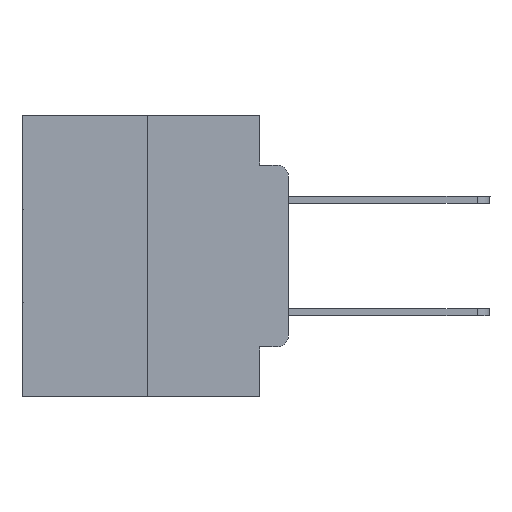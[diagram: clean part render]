
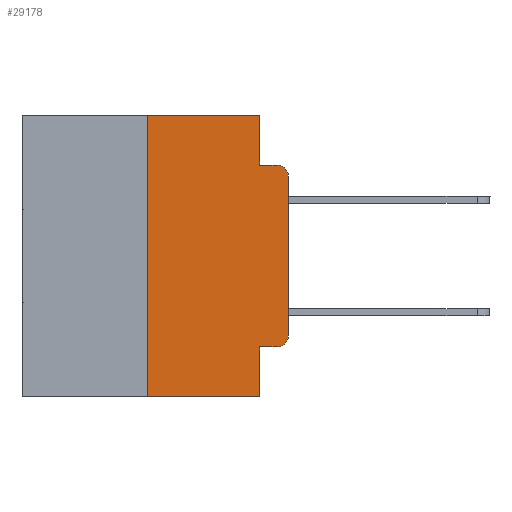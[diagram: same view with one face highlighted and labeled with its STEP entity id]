
A CAD part, left-side view. The second image highlights one B-rep face of the part: STEP entity #29178.
In plain terms, the highlighted planar face has unit normal (-1, 0, 0).
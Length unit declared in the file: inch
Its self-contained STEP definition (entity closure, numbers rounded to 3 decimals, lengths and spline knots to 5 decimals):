
#106 = VERTEX_POINT ( 'NONE', #7802 ) ;
#486 = ORIENTED_EDGE ( 'NONE', *, *, #28057, .T. ) ;
#1597 = EDGE_CURVE ( 'NONE', #106, #7135, #26735, .T. ) ;
#2091 = DIRECTION ( 'NONE',  ( 1., 0., 0. ) ) ;
#2495 = ORIENTED_EDGE ( 'NONE', *, *, #12792, .T. ) ;
#2536 = CARTESIAN_POINT ( 'NONE',  ( 0., 0.02, -0.0885 ) ) ;
#3139 = EDGE_CURVE ( 'NONE', #14310, #16388, #21184, .T. ) ;
#3299 = DIRECTION ( 'NONE',  ( -1., 0., 0. ) ) ;
#3729 = DIRECTION ( 'NONE',  ( 0., 0., -1. ) ) ;
#4269 = AXIS2_PLACEMENT_3D ( 'NONE', #24946, #2091, #11417 ) ;
#4335 = PLANE ( 'NONE',  #4269 ) ;
#4666 = CARTESIAN_POINT ( 'NONE',  ( 0., 0.473, 0. ) ) ;
#5984 = VERTEX_POINT ( 'NONE', #16637 ) ;
#6081 = ORIENTED_EDGE ( 'NONE', *, *, #25813, .F. ) ;
#6137 = CARTESIAN_POINT ( 'NONE',  ( 0., 0.25, 0. ) ) ;
#7135 = VERTEX_POINT ( 'NONE', #22115 ) ;
#7802 = CARTESIAN_POINT ( 'NONE',  ( 0., 0.25, -0.5 ) ) ;
#7882 = LINE ( 'NONE', #10147, #22069 ) ;
#7956 = DIRECTION ( 'NONE',  ( -1., 0., 0. ) ) ;
#8274 = CARTESIAN_POINT ( 'NONE',  ( 0., 0.02, -0.1085 ) ) ;
#8402 = VECTOR ( 'NONE', #20204, 39.37008 ) ;
#8623 = AXIS2_PLACEMENT_3D ( 'NONE', #17135, #7956, #3729 ) ;
#9209 = EDGE_CURVE ( 'NONE', #7135, #25976, #22580, .T. ) ;
#9688 = EDGE_LOOP ( 'NONE', ( #2495, #23821, #6081, #27045, #21074, #14059, #486, #15354, #10229, #27975 ) ) ;
#9751 = CARTESIAN_POINT ( 'NONE',  ( 0., 0.051, -0.4115 ) ) ;
#10147 = CARTESIAN_POINT ( 'NONE',  ( 0., 0.051, -0.0885 ) ) ;
#10229 = ORIENTED_EDGE ( 'NONE', *, *, #3139, .T. ) ;
#10906 = VECTOR ( 'NONE', #15304, 39.37008 ) ;
#10962 = EDGE_CURVE ( 'NONE', #14310, #17252, #22117, .T. ) ;
#11127 = FACE_OUTER_BOUND ( 'NONE', #9688, .T. ) ;
#11238 = CARTESIAN_POINT ( 'NONE',  ( 0., 0.02, -0.4115 ) ) ;
#11417 = DIRECTION ( 'NONE',  ( 0., 0., -1. ) ) ;
#11506 = VECTOR ( 'NONE', #19959, 39.37008 ) ;
#12473 = VECTOR ( 'NONE', #22187, 39.37008 ) ;
#12596 = CARTESIAN_POINT ( 'NONE',  ( 0., 0., 0. ) ) ;
#12792 = EDGE_CURVE ( 'NONE', #14823, #15819, #21784, .T. ) ;
#12826 = CARTESIAN_POINT ( 'NONE',  ( 0., 0.051, -0.5 ) ) ;
#12934 = CARTESIAN_POINT ( 'NONE',  ( 0., 0., -0.1085 ) ) ;
#13000 = LINE ( 'NONE', #15690, #12473 ) ;
#13204 = VECTOR ( 'NONE', #23915, 39.37008 ) ;
#13799 = CARTESIAN_POINT ( 'NONE',  ( 0., 0.051, 0. ) ) ;
#14059 = ORIENTED_EDGE ( 'NONE', *, *, #1597, .F. ) ;
#14310 = VERTEX_POINT ( 'NONE', #25418 ) ;
#14486 = EDGE_CURVE ( 'NONE', #15819, #23339, #28735, .T. ) ;
#14823 = VERTEX_POINT ( 'NONE', #16816 ) ;
#15184 = CARTESIAN_POINT ( 'NONE',  ( 0., 0.051, 0. ) ) ;
#15304 = DIRECTION ( 'NONE',  ( 0., 0., 1. ) ) ;
#15316 = DIRECTION ( 'NONE',  ( 0., 0., 1. ) ) ;
#15354 = ORIENTED_EDGE ( 'NONE', *, *, #10962, .F. ) ;
#15494 = VECTOR ( 'NONE', #15316, 39.37008 ) ;
#15690 = CARTESIAN_POINT ( 'NONE',  ( 0., 0.051, 0. ) ) ;
#15819 = VERTEX_POINT ( 'NONE', #12934 ) ;
#16388 = VERTEX_POINT ( 'NONE', #11238 ) ;
#16637 = CARTESIAN_POINT ( 'NONE',  ( 0., 0.051, -0.0885 ) ) ;
#16816 = CARTESIAN_POINT ( 'NONE',  ( 0., 0., -0.3915 ) ) ;
#17064 = DIRECTION ( 'NONE',  ( 0., -1., 0. ) ) ;
#17135 = CARTESIAN_POINT ( 'NONE',  ( 0., 0.02, -0.3915 ) ) ;
#17252 = VERTEX_POINT ( 'NONE', #12826 ) ;
#19584 = DIRECTION ( 'NONE',  ( 0., 0., -1. ) ) ;
#19959 = DIRECTION ( 'NONE',  ( 0., -1., 0. ) ) ;
#20102 = LINE ( 'NONE', #26525, #11506 ) ;
#20204 = DIRECTION ( 'NONE',  ( 0., -1., 0. ) ) ;
#21074 = ORIENTED_EDGE ( 'NONE', *, *, #9209, .F. ) ;
#21086 = AXIS2_PLACEMENT_3D ( 'NONE', #8274, #3299, #19584 ) ;
#21104 = VECTOR ( 'NONE', #25517, 39.37008 ) ;
#21184 = LINE ( 'NONE', #9751, #21104 ) ;
#21784 = LINE ( 'NONE', #12596, #10906 ) ;
#22069 = VECTOR ( 'NONE', #17064, 39.37008 ) ;
#22100 = CIRCLE ( 'NONE', #8623, 0.02 ) ;
#22115 = CARTESIAN_POINT ( 'NONE',  ( 0., 0.25, 0. ) ) ;
#22117 = LINE ( 'NONE', #15184, #13204 ) ;
#22187 = DIRECTION ( 'NONE',  ( 0., 0., -1. ) ) ;
#22580 = LINE ( 'NONE', #4666, #8402 ) ;
#23339 = VERTEX_POINT ( 'NONE', #2536 ) ;
#23821 = ORIENTED_EDGE ( 'NONE', *, *, #14486, .T. ) ;
#23915 = DIRECTION ( 'NONE',  ( 0., 0., -1. ) ) ;
#24946 = CARTESIAN_POINT ( 'NONE',  ( 0., 0.473, 0. ) ) ;
#25418 = CARTESIAN_POINT ( 'NONE',  ( 0., 0.051, -0.4115 ) ) ;
#25517 = DIRECTION ( 'NONE',  ( 0., -1., 0. ) ) ;
#25813 = EDGE_CURVE ( 'NONE', #5984, #23339, #7882, .T. ) ;
#25976 = VERTEX_POINT ( 'NONE', #13799 ) ;
#26525 = CARTESIAN_POINT ( 'NONE',  ( 0., 0.473, -0.5 ) ) ;
#26735 = LINE ( 'NONE', #6137, #15494 ) ;
#27045 = ORIENTED_EDGE ( 'NONE', *, *, #27994, .F. ) ;
#27975 = ORIENTED_EDGE ( 'NONE', *, *, #29383, .T. ) ;
#27994 = EDGE_CURVE ( 'NONE', #25976, #5984, #13000, .T. ) ;
#28057 = EDGE_CURVE ( 'NONE', #106, #17252, #20102, .T. ) ;
#28735 = CIRCLE ( 'NONE', #21086, 0.02 ) ;
#29178 = ADVANCED_FACE ( 'NONE', ( #11127 ), #4335, .F. ) ;
#29383 = EDGE_CURVE ( 'NONE', #16388, #14823, #22100, .T. ) ;
